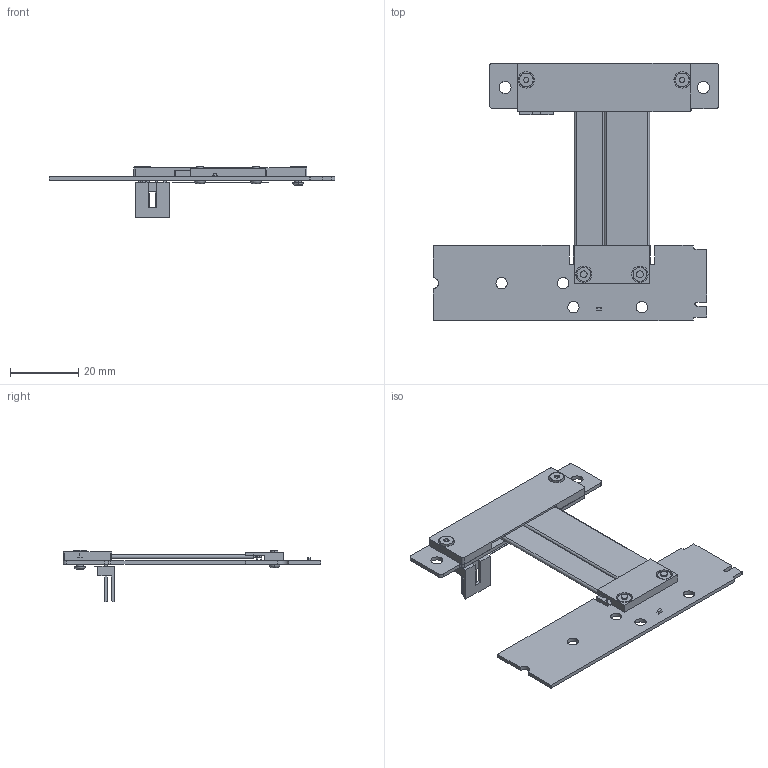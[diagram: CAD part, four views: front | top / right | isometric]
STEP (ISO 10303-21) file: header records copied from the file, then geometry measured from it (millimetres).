
FILE_DESCRIPTION(('Open CASCADE Model'),'2;1');
FILE_NAME('Open CASCADE Shape Model','2020-03-19T18:21:10',('Author'),( 'Open CASCADE'),'Open CASCADE STEP processor 6.8','Open CASCADE 6.8' ,'Unknown');
FILE_SCHEMA(('AUTOMOTIVE_DESIGN { 1 0 10303 214 1 1 1 1 }'));
Length unit declared in the file: millimetre
Products named in the file (81): PCB; Board; Open CASCADE STEP translator 6.8 7.1.1; _1; Open CASCADE STEP translator 6.8 7.3; LED_AP1608; Free-Models; c-171825-4-y-3d_RGB12967653; RP22R-PAD; Tape28x5_RGB0; Hexagon_nut_ISO_4032_(DIN_934)_-_M2_RGB9411503; G0033_RGB9411503; RP44S-PAD; cable20-43-s; cable13-43
Assembly tree (86 placements, depth 3):
  PCB
    Board
      Open CASCADE STEP translator 6.8 7.1.1
    _1
    Open CASCADE STEP translator 6.8 7.3
      LED_AP1608
    Free-Models
      c-171825-4-y-3d_RGB12967653
      RP22R-PAD
      Tape28x5_RGB0
      Hexagon_nut_ISO_4032_(DIN_934)_-_M2_RGB9411503  x4
      G0033_RGB9411503  x4
      RP44S-PAD
      cable20-43-s
      cable20-43-s
      cable20-43-s
      cable20-43-s
      cable20-43-s
      cable20-43-s
      cable20-43-s
      cable20-43-s
      cable20-43-s
      cable20-43-s
      cable20-43-s
      cable20-43-s
      cable20-43-s
      cable20-43-s
      cable20-43-s
      cable20-43-s
      cable20-43-s
      cable20-43-s
      cable20-43-s
      cable20-43-s
      cable20-43-s
      cable20-43-s
      cable20-43-s
      cable20-43-s
      cable20-43-s
      cable20-43-s
      cable20-43-s
      cable20-43-s
      cable20-43-s
      cable20-43-s
      cable20-43-s
      cable20-43-s
      cable20-43-s
      cable20-43-s
      cable20-43-s
      cable20-43-s
      cable20-43-s
      cable20-43-s
      cable20-43-s
      cable20-43-s
      cable20-43-s
      cable13-43
      cable13-43
      cable13-43
      cable13-43
      cable13-43
      cable13-43
Bounding box: 83.58 x 75.42 x 15 mm (x, y, z)
Volume: 5979.8 mm3; surface area: 14397.1 mm2
Topology: 86 solids, 86 shells, 1340 faces, 2992 edges, 1936 vertices
Faces by surface type: plane 646, cylinder 456, bspline 116, torus 66, cone 48, revolution 8
Full cylindrical faces by diameter (mm): 0.4 x165, 0.6 x73, 0.7 x64, 1.2 x4, 1.6 x64, 2 x4, 2.2 x8, 2.35 x2, 2.4 x2, 3.3 x4, 3.5 x2, 4.8 x4
Entity records: 49470 total; most frequent: CARTESIAN_POINT 12882, DIRECTION 5349, ORIENTED_EDGE 5336, EDGE_CURVE 2668, AXIS2_PLACEMENT_3D 2084, VERTEX_POINT 1732, FACE_BOUND 1698, EDGE_LOOP 1698
